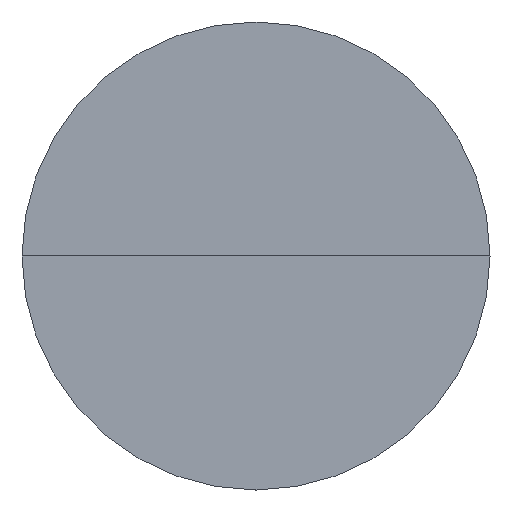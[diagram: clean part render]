
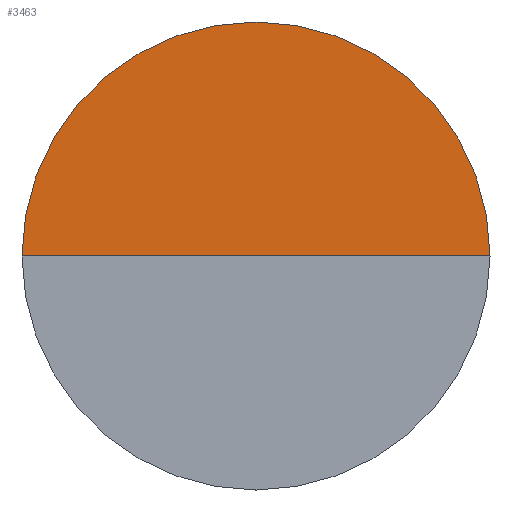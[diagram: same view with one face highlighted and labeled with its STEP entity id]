
A CAD part, left-side view. The second image highlights one B-rep face of the part: STEP entity #3463.
In plain terms, the highlighted planar face has unit normal (-1, 0, 0).
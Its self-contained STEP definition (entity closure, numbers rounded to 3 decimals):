
#5 = CARTESIAN_POINT ( 'NONE',  ( -3.5, 0., 0. ) ) ;
#12 = DIRECTION ( 'NONE',  ( 1., 0., 0. ) ) ;
#142 = EDGE_CURVE ( 'NONE', #5838, #4831, #2552, .T. ) ;
#152 = EDGE_CURVE ( 'NONE', #4831, #1375, #4285, .T. ) ;
#502 = DIRECTION ( 'NONE',  ( 0., 1., 0. ) ) ;
#503 = AXIS2_PLACEMENT_3D ( 'NONE', #5, #3958, #4405 ) ;
#793 = DIRECTION ( 'NONE',  ( 0., 0., -1. ) ) ;
#919 = AXIS2_PLACEMENT_3D ( 'NONE', #2959, #5913, #4475 ) ;
#953 = FACE_OUTER_BOUND ( 'NONE', #1748, .T. ) ;
#1375 = VERTEX_POINT ( 'NONE', #5895 ) ;
#1391 = EDGE_CURVE ( 'NONE', #5838, #1375, #1984, .T. ) ;
#1501 = PLANE ( 'NONE',  #4389 ) ;
#1748 = EDGE_LOOP ( 'NONE', ( #3647, #1895, #6291 ) ) ;
#1895 = ORIENTED_EDGE ( 'NONE', *, *, #152, .T. ) ;
#1984 = LINE ( 'NONE', #5861, #3593 ) ;
#2552 = CIRCLE ( 'NONE', #503, 0.6 ) ;
#2959 = CARTESIAN_POINT ( 'NONE',  ( -3.5, 0., 0. ) ) ;
#3292 = CARTESIAN_POINT ( 'NONE',  ( -3.5, -0.6, 0. ) ) ;
#3346 = CARTESIAN_POINT ( 'NONE',  ( -3.5, 0.6, 0. ) ) ;
#3463 = ADVANCED_FACE ( 'NONE', ( #953 ), #1501, .F. ) ;
#3593 = VECTOR ( 'NONE', #502, 1000. ) ;
#3647 = ORIENTED_EDGE ( 'NONE', *, *, #142, .T. ) ;
#3958 = DIRECTION ( 'NONE',  ( -1., 0., 0. ) ) ;
#4285 = CIRCLE ( 'NONE', #919, 0.6 ) ;
#4389 = AXIS2_PLACEMENT_3D ( 'NONE', #3346, #12, #793 ) ;
#4405 = DIRECTION ( 'NONE',  ( 0., 0., 1. ) ) ;
#4475 = DIRECTION ( 'NONE',  ( 0., 0., 1. ) ) ;
#4831 = VERTEX_POINT ( 'NONE', #5010 ) ;
#5010 = CARTESIAN_POINT ( 'NONE',  ( -3.5, 0., 0.6 ) ) ;
#5838 = VERTEX_POINT ( 'NONE', #3292 ) ;
#5861 = CARTESIAN_POINT ( 'NONE',  ( -3.5, 0.6, 0. ) ) ;
#5895 = CARTESIAN_POINT ( 'NONE',  ( -3.5, 0.6, 0. ) ) ;
#5913 = DIRECTION ( 'NONE',  ( -1., 0., 0. ) ) ;
#6291 = ORIENTED_EDGE ( 'NONE', *, *, #1391, .F. ) ;
